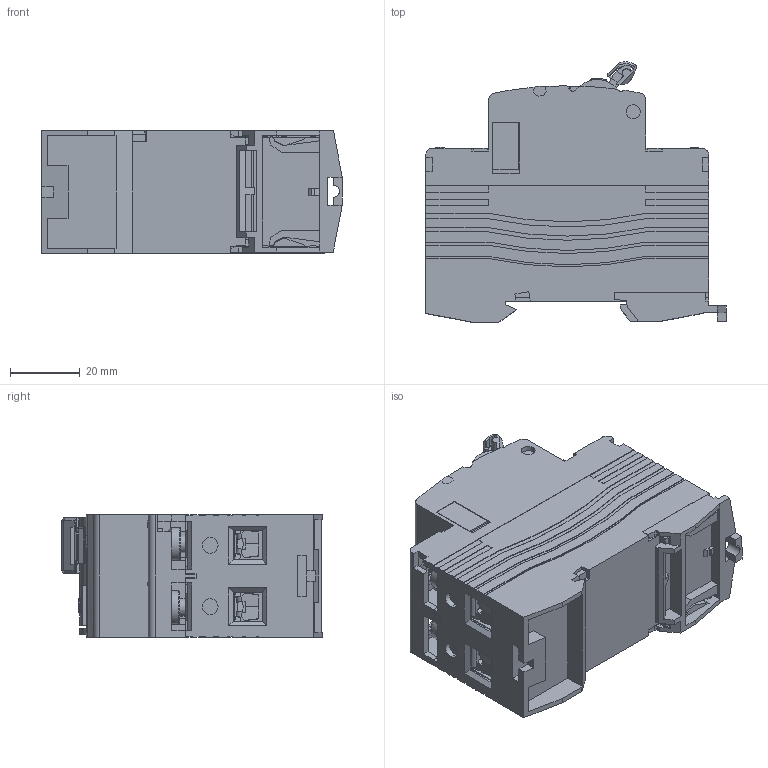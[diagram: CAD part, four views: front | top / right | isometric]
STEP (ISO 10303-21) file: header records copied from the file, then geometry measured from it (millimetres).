
FILE_DESCRIPTION (( 'STEP AP203' ), '1' );
FILE_NAME ('DV 2P.STEP', '2018-02-13T12:33:37', ( '' ), ( '' ), 'SwSTEP 2.0', 'SolidWorks 2017', '' );
FILE_SCHEMA (( 'CONFIG_CONTROL_DESIGN' ));
Length unit declared in the file: millimetre
Products named in the file (14): 8JV.321.6200弝舷敦; DV 2P; 8JV.233.4301忒梟杶; 8YJ.900.4300; 8JV.148.5900 2P假蚾縐; 諉盄啣; 諉盄釱; 8JV.253.6201偌聽; 8YJ.322.4300; 8JV.253.6200忒梟; 8JV.315.5901楹裔; 2P裔赽; 2P菁釱; 8JV.024.5901楹裔釱
Assembly tree (22 placements, depth 2):
  DV 2P
    2P菁釱
    2P裔赽
    諉盄啣  x4
    諉盄釱  x4
    8JV.024.5901楹裔釱
    8JV.315.5901楹裔
    8JV.253.6200忒梟
    8JV.321.6200弝舷敦
    8YJ.322.4300
    8JV.253.6201偌聽
    8JV.233.4301忒梟杶
    8YJ.900.4300  x4
    8JV.148.5900 2P假蚾縐
Bounding box: 86 x 74.51 x 35.2 mm (x, y, z)
Volume: 135642.4 mm3; surface area: 56252.9 mm2
Topology: 22 solids, 22 shells, 2099 faces, 5932 edges, 3891 vertices
Faces by surface type: plane 1607, cylinder 415, cone 56, torus 12, bspline 9
Entity records: 48997 total; most frequent: CARTESIAN_POINT 9919, ORIENTED_EDGE 8114, DIRECTION 7286, EDGE_CURVE 4057, LINE 3286, VECTOR 3286, VERTEX_POINT 2676, AXIS2_PLACEMENT_3D 2000
